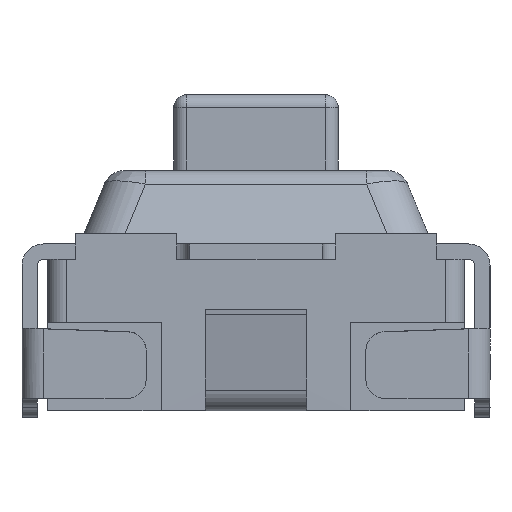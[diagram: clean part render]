
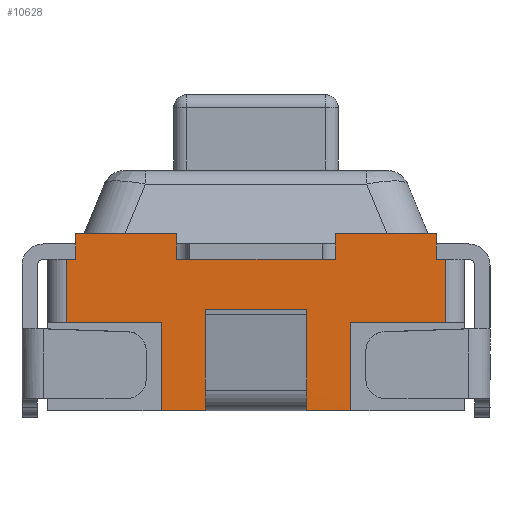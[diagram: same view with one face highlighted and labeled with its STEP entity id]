
A CAD part, left-side view. The second image highlights one B-rep face of the part: STEP entity #10628.
In plain terms, the highlighted planar face has unit normal (-1, 0, 0).
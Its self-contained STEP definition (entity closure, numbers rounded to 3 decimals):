
#269=PLANE('',#11273);
#1143=ORIENTED_EDGE('',*,*,#4408,.T.);
#1144=ORIENTED_EDGE('',*,*,#4426,.T.);
#1145=ORIENTED_EDGE('',*,*,#4427,.T.);
#1146=ORIENTED_EDGE('',*,*,#4428,.T.);
#1147=ORIENTED_EDGE('',*,*,#4403,.F.);
#1148=ORIENTED_EDGE('',*,*,#4429,.T.);
#1149=ORIENTED_EDGE('',*,*,#4430,.T.);
#1150=ORIENTED_EDGE('',*,*,#4431,.T.);
#1151=ORIENTED_EDGE('',*,*,#4398,.T.);
#1152=ORIENTED_EDGE('',*,*,#4432,.T.);
#1153=ORIENTED_EDGE('',*,*,#4433,.F.);
#1154=ORIENTED_EDGE('',*,*,#4434,.F.);
#1155=ORIENTED_EDGE('',*,*,#4435,.F.);
#1156=ORIENTED_EDGE('',*,*,#4436,.T.);
#1157=ORIENTED_EDGE('',*,*,#4437,.F.);
#1158=ORIENTED_EDGE('',*,*,#4438,.F.);
#1159=ORIENTED_EDGE('',*,*,#4439,.F.);
#1160=ORIENTED_EDGE('',*,*,#4328,.F.);
#1161=ORIENTED_EDGE('',*,*,#4440,.F.);
#1162=ORIENTED_EDGE('',*,*,#4441,.F.);
#4328=EDGE_CURVE('',#5976,#5977,#7056,.T.);
#4398=EDGE_CURVE('',#6040,#6039,#7107,.T.);
#4403=EDGE_CURVE('',#6044,#6045,#7111,.T.);
#4408=EDGE_CURVE('',#6050,#6049,#7115,.T.);
#4426=EDGE_CURVE('',#6049,#6061,#7130,.T.);
#4427=EDGE_CURVE('',#6061,#6062,#7131,.T.);
#4428=EDGE_CURVE('',#6062,#6045,#7132,.T.);
#4429=EDGE_CURVE('',#6044,#6063,#7133,.T.);
#4430=EDGE_CURVE('',#6063,#6064,#7134,.T.);
#4431=EDGE_CURVE('',#6064,#6040,#7135,.T.);
#4432=EDGE_CURVE('',#6039,#6065,#7136,.T.);
#4433=EDGE_CURVE('',#6066,#6065,#7137,.T.);
#4434=EDGE_CURVE('',#6067,#6066,#7138,.T.);
#4435=EDGE_CURVE('',#6068,#6067,#7139,.T.);
#4436=EDGE_CURVE('',#6068,#6069,#7140,.T.);
#4437=EDGE_CURVE('',#6070,#6069,#7141,.T.);
#4438=EDGE_CURVE('',#6071,#6070,#7142,.T.);
#4439=EDGE_CURVE('',#5977,#6071,#7143,.T.);
#4440=EDGE_CURVE('',#6072,#5976,#7144,.T.);
#4441=EDGE_CURVE('',#6050,#6072,#7145,.T.);
#5976=VERTEX_POINT('',#15320);
#5977=VERTEX_POINT('',#15322);
#6039=VERTEX_POINT('',#15461);
#6040=VERTEX_POINT('',#15463);
#6044=VERTEX_POINT('',#15471);
#6045=VERTEX_POINT('',#15473);
#6049=VERTEX_POINT('',#15481);
#6050=VERTEX_POINT('',#15483);
#6061=VERTEX_POINT('',#15518);
#6062=VERTEX_POINT('',#15520);
#6063=VERTEX_POINT('',#15523);
#6064=VERTEX_POINT('',#15525);
#6065=VERTEX_POINT('',#15528);
#6066=VERTEX_POINT('',#15530);
#6067=VERTEX_POINT('',#15532);
#6068=VERTEX_POINT('',#15534);
#6069=VERTEX_POINT('',#15536);
#6070=VERTEX_POINT('',#15538);
#6071=VERTEX_POINT('',#15540);
#6072=VERTEX_POINT('',#15543);
#7056=LINE('',#15321,#8132);
#7107=LINE('',#15462,#8183);
#7111=LINE('',#15472,#8187);
#7115=LINE('',#15482,#8191);
#7130=LINE('',#15517,#8206);
#7131=LINE('',#15519,#8207);
#7132=LINE('',#15521,#8208);
#7133=LINE('',#15522,#8209);
#7134=LINE('',#15524,#8210);
#7135=LINE('',#15526,#8211);
#7136=LINE('',#15527,#8212);
#7137=LINE('',#15529,#8213);
#7138=LINE('',#15531,#8214);
#7139=LINE('',#15533,#8215);
#7140=LINE('',#15535,#8216);
#7141=LINE('',#15537,#8217);
#7142=LINE('',#15539,#8218);
#7143=LINE('',#15541,#8219);
#7144=LINE('',#15542,#8220);
#7145=LINE('',#15544,#8221);
#8132=VECTOR('',#12243,1000.);
#8183=VECTOR('',#12348,1000.);
#8187=VECTOR('',#12354,1000.);
#8191=VECTOR('',#12360,1000.);
#8206=VECTOR('',#12393,1000.);
#8207=VECTOR('',#12394,1000.);
#8208=VECTOR('',#12395,1000.);
#8209=VECTOR('',#12396,1000.);
#8210=VECTOR('',#12397,1000.);
#8211=VECTOR('',#12398,1000.);
#8212=VECTOR('',#12399,1000.);
#8213=VECTOR('',#12400,1000.);
#8214=VECTOR('',#12401,1000.);
#8215=VECTOR('',#12402,1000.);
#8216=VECTOR('',#12403,1000.);
#8217=VECTOR('',#12404,1000.);
#8218=VECTOR('',#12405,1000.);
#8219=VECTOR('',#12406,1000.);
#8220=VECTOR('',#12407,1000.);
#8221=VECTOR('',#12408,1000.);
#9218=EDGE_LOOP('',(#1143,#1144,#1145,#1146,#1147,#1148,#1149,#1150,#1151,
#1152,#1153,#1154,#1155,#1156,#1157,#1158,#1159,#1160,#1161,#1162));
#9824=FACE_BOUND('',#9218,.T.);
#10628=ADVANCED_FACE('',(#9824),#269,.F.);
#11273=AXIS2_PLACEMENT_3D('',#15516,#12391,#12392);
#12243=DIRECTION('',(0.,0.,-1.));
#12348=DIRECTION('',(0.,1.,0.));
#12354=DIRECTION('',(0.,-1.,0.));
#12360=DIRECTION('',(0.,1.,0.));
#12391=DIRECTION('',(1.,0.,0.));
#12392=DIRECTION('',(0.,1.,0.));
#12393=DIRECTION('',(0.,0.,1.));
#12394=DIRECTION('',(0.,1.,0.));
#12395=DIRECTION('',(0.,0.,-1.));
#12396=DIRECTION('',(0.,0.,1.));
#12397=DIRECTION('',(0.,1.,0.));
#12398=DIRECTION('',(0.,0.,-1.));
#12399=DIRECTION('',(0.,0.,-1.));
#12400=DIRECTION('',(0.,1.,0.));
#12401=DIRECTION('',(0.,0.,1.));
#12402=DIRECTION('',(0.,1.,0.));
#12403=DIRECTION('',(0.,0.,1.));
#12404=DIRECTION('',(0.,1.,0.));
#12405=DIRECTION('',(0.,0.,1.));
#12406=DIRECTION('',(0.,1.,0.));
#12407=DIRECTION('',(0.,1.,0.));
#12408=DIRECTION('',(0.,0.,-1.));
#15320=CARTESIAN_POINT('',(2419.182,679.266,0.4));
#15321=CARTESIAN_POINT('',(2419.182,679.266,0.2));
#15322=CARTESIAN_POINT('',(2419.182,679.266,-0.3));
#15461=CARTESIAN_POINT('',(2419.182,681.516,0.9));
#15462=CARTESIAN_POINT('',(2419.182,681.441,0.9));
#15463=CARTESIAN_POINT('',(2419.182,681.441,0.9));
#15471=CARTESIAN_POINT('',(2419.182,680.641,0.9));
#15472=CARTESIAN_POINT('',(2419.182,680.641,0.9));
#15473=CARTESIAN_POINT('',(2419.182,679.391,0.9));
#15481=CARTESIAN_POINT('',(2419.182,678.591,0.9));
#15482=CARTESIAN_POINT('',(2419.182,678.516,0.9));
#15483=CARTESIAN_POINT('',(2419.182,678.516,0.9));
#15516=CARTESIAN_POINT('',(2419.182,680.016,0.55));
#15517=CARTESIAN_POINT('',(2419.182,678.591,0.9));
#15518=CARTESIAN_POINT('',(2419.182,678.591,1.1));
#15519=CARTESIAN_POINT('',(2419.182,680.016,1.1));
#15520=CARTESIAN_POINT('',(2419.182,679.391,1.1));
#15521=CARTESIAN_POINT('',(2419.182,679.391,1.1));
#15522=CARTESIAN_POINT('',(2419.182,680.641,0.9));
#15523=CARTESIAN_POINT('',(2419.182,680.641,1.1));
#15524=CARTESIAN_POINT('',(2419.182,680.641,1.1));
#15525=CARTESIAN_POINT('',(2419.182,681.441,1.1));
#15526=CARTESIAN_POINT('',(2419.182,681.441,1.1));
#15527=CARTESIAN_POINT('',(2419.182,681.516,0.9));
#15528=CARTESIAN_POINT('',(2419.182,681.516,0.4));
#15529=CARTESIAN_POINT('',(2419.182,680.766,0.4));
#15530=CARTESIAN_POINT('',(2419.182,680.766,0.4));
#15531=CARTESIAN_POINT('',(2419.182,680.766,-0.3));
#15532=CARTESIAN_POINT('',(2419.182,680.766,-0.3));
#15533=CARTESIAN_POINT('',(2419.182,680.016,-0.3));
#15534=CARTESIAN_POINT('',(2419.185,680.416,-0.3));
#15535=CARTESIAN_POINT('',(2419.182,680.416,-0.3));
#15536=CARTESIAN_POINT('',(2419.182,680.416,-0.129));
#15537=CARTESIAN_POINT('',(2419.182,680.316,-0.129));
#15538=CARTESIAN_POINT('',(2419.182,679.616,-0.129));
#15539=CARTESIAN_POINT('',(2419.182,679.616,-0.3));
#15540=CARTESIAN_POINT('',(2419.185,679.616,-0.3));
#15541=CARTESIAN_POINT('',(2419.182,680.016,-0.3));
#15542=CARTESIAN_POINT('',(2419.182,681.191,0.4));
#15543=CARTESIAN_POINT('',(2419.182,678.516,0.4));
#15544=CARTESIAN_POINT('',(2419.182,678.516,0.9));
